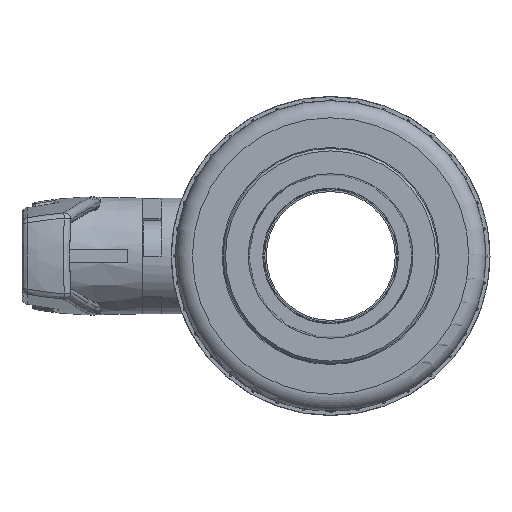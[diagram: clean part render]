
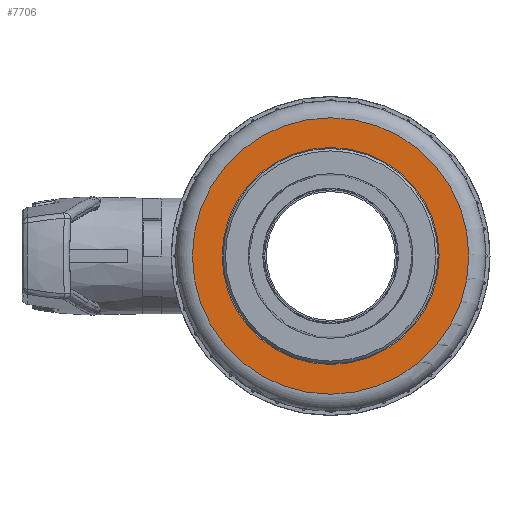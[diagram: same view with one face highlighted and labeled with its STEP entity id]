
A CAD part, left-side view. The second image highlights one B-rep face of the part: STEP entity #7706.
In plain terms, the highlighted planar face has unit normal (-1, 0, 0).
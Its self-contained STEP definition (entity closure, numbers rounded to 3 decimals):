
#7706=ADVANCED_FACE('',(#9592,#9593),#8938,.F.);
#8938=PLANE('',#28837);
#9592=FACE_BOUND('',#10783,.T.);
#9593=FACE_BOUND('',#10784,.T.);
#10783=EDGE_LOOP('',(#15461));
#10784=EDGE_LOOP('',(#15462));
#15461=ORIENTED_EDGE('',*,*,#24269,.T.);
#15462=ORIENTED_EDGE('',*,*,#24270,.T.);
#21041=VERTEX_POINT('',#51949);
#21042=VERTEX_POINT('',#51951);
#24269=EDGE_CURVE('',#21041,#21041,#26979,.T.);
#24270=EDGE_CURVE('',#21042,#21042,#26980,.T.);
#26979=CIRCLE('',#28835,50.91);
#26980=CIRCLE('',#28836,39.979);
#28835=AXIS2_PLACEMENT_3D('',#51948,#33522,#33523);
#28836=AXIS2_PLACEMENT_3D('',#51950,#33524,#33525);
#28837=AXIS2_PLACEMENT_3D('',#51952,#33526,#33527);
#33522=DIRECTION('',(-1.,0.,0.));
#33523=DIRECTION('',(0.,1.,0.));
#33524=DIRECTION('',(1.,0.,0.));
#33525=DIRECTION('',(0.,0.,-1.));
#33526=DIRECTION('',(1.,0.,0.));
#33527=DIRECTION('',(0.,1.,0.));
#51948=CARTESIAN_POINT('',(-103.138,-1.25,0.));
#51949=CARTESIAN_POINT('',(-103.138,49.66,0.));
#51950=CARTESIAN_POINT('',(-103.138,-1.25,0.));
#51951=CARTESIAN_POINT('',(-103.138,-1.25,-39.979));
#51952=CARTESIAN_POINT('',(-103.138,55.907,0.));
